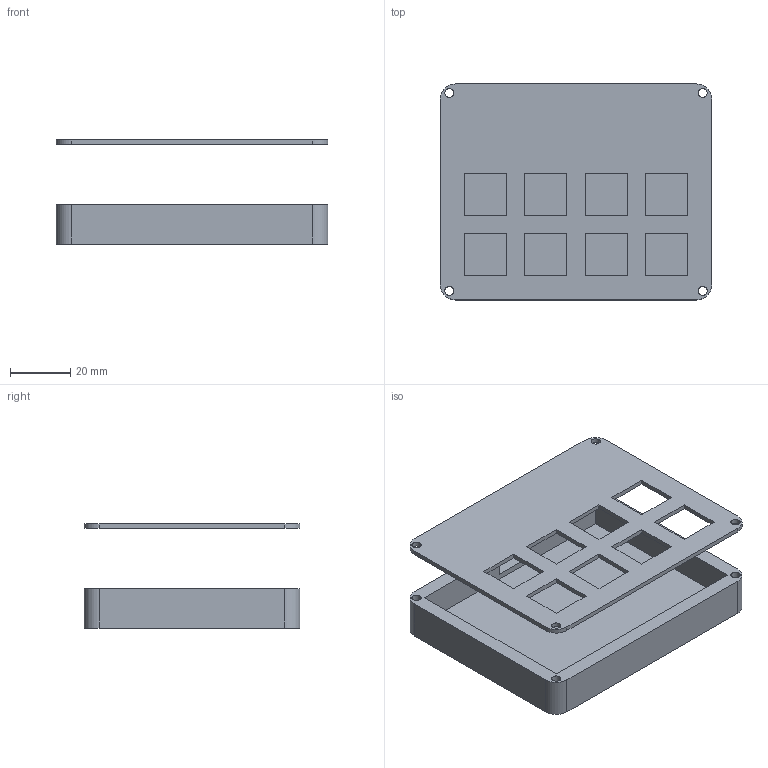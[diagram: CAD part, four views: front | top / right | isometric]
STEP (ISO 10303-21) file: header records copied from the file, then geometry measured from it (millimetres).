
FILE_DESCRIPTION(/* description */ (''),/* implementation_level */ '2;1');
FILE_NAME(/* name */ 'AAAAAAAA v1.step',/* time_stamp */ '2025-05-31T09:19:11+01:00',/* author */ (''),/* organization */ (''),/* preprocessor_version */ 'ST-DEVELOPER v20.1',/* originating_system */ 'Autodesk Translation Framework v14.10.0.0',/* authorisation */ '');
FILE_SCHEMA (('AUTOMOTIVE_DESIGN { 1 0 10303 214 3 1 1 }'));
Length unit declared in the file: millimetre
Products named in the file (1): AAAAAAAA
Bounding box: 90 x 71.55 x 34.5 mm (x, y, z)
Volume: 40375.1 mm3; surface area: 30989.4 mm2
Topology: 2 solids, 2 shells, 173 faces, 480 edges, 320 vertices
Faces by surface type: plane 108, bspline 49, cylinder 16
Full cylindrical faces by diameter (mm): 3 x8
Entity records: 6039 total; most frequent: CARTESIAN_POINT 1807, ORIENTED_EDGE 960, DIRECTION 664, EDGE_CURVE 480, LINE 350, VECTOR 350, VERTEX_POINT 320, EDGE_LOOP 214
